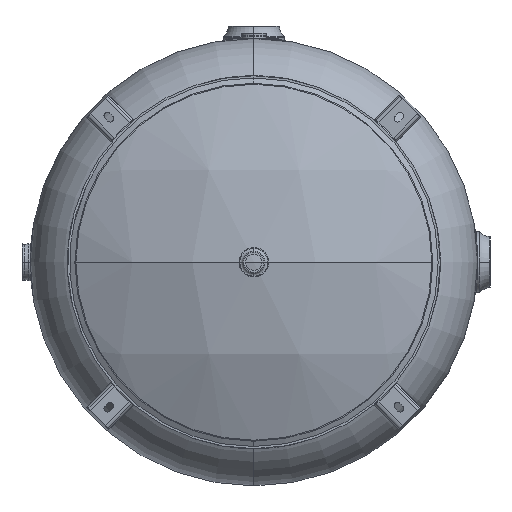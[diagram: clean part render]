
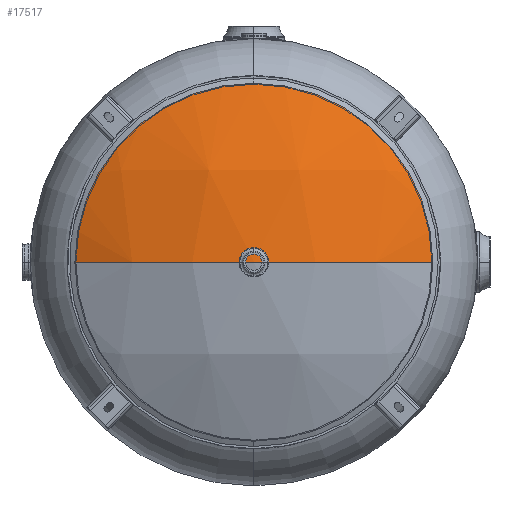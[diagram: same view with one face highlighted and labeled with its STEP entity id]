
A CAD part, left-side view. The second image highlights one B-rep face of the part: STEP entity #17517.
In plain terms, the highlighted spherical face has radius 822.96 mm.
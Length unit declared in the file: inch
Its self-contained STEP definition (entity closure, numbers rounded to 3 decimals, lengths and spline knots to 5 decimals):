
#623 = ORIENTED_EDGE ( 'NONE', *, *, #20833, .F. ) ;
#1306 = EDGE_CURVE ( 'NONE', #1341, #14549, #14086, .T. ) ;
#1341 = VERTEX_POINT ( 'NONE', #1650 ) ;
#1544 = DIRECTION ( 'NONE',  ( 0., 0., -1. ) ) ;
#1650 = CARTESIAN_POINT ( 'NONE',  ( 14.4, 8.45638, 0. ) ) ;
#2723 = DIRECTION ( 'NONE',  ( 0., -1., 0. ) ) ;
#3032 = CARTESIAN_POINT ( 'NONE',  ( 0., 8.45638, 0. ) ) ;
#4177 = DIRECTION ( 'NONE',  ( 1., 0., 0. ) ) ;
#4561 = DIRECTION ( 'NONE',  ( 0., 0., -1. ) ) ;
#5314 = ORIENTED_EDGE ( 'NONE', *, *, #15742, .T. ) ;
#5888 = CARTESIAN_POINT ( 'NONE',  ( 0., 8.45638, 0. ) ) ;
#6156 = VERTEX_POINT ( 'NONE', #11176 ) ;
#7282 = FACE_OUTER_BOUND ( 'NONE', #16354, .T. ) ;
#8856 = VERTEX_POINT ( 'NONE', #12526 ) ;
#8969 = DIRECTION ( 'NONE',  ( 1., 0., 0. ) ) ;
#9464 = DIRECTION ( 'NONE',  ( 0., -1., 0. ) ) ;
#10566 = CIRCLE ( 'NONE', #17994, 32.4 ) ;
#11176 = CARTESIAN_POINT ( 'NONE',  ( -14.4, 8.45638, 0. ) ) ;
#11569 = ORIENTED_EDGE ( 'NONE', *, *, #1306, .F. ) ;
#12188 = CARTESIAN_POINT ( 'NONE',  ( 0., 8.45638, 14.4 ) ) ;
#12519 = EDGE_CURVE ( 'NONE', #8856, #1341, #15680, .T. ) ;
#12526 = CARTESIAN_POINT ( 'NONE',  ( 0., 11.83225, 0. ) ) ;
#14086 = CIRCLE ( 'NONE', #18490, 14.4 ) ;
#14549 = VERTEX_POINT ( 'NONE', #12188 ) ;
#14920 = ORIENTED_EDGE ( 'NONE', *, *, #12519, .F. ) ;
#15223 = DIRECTION ( 'NONE',  ( 0., 0., 1. ) ) ;
#15680 = CIRCLE ( 'NONE', #20416, 32.4 ) ;
#15742 = EDGE_CURVE ( 'NONE', #8856, #6156, #10566, .T. ) ;
#16354 = EDGE_LOOP ( 'NONE', ( #14920, #5314, #623, #11569 ) ) ;
#16906 = CARTESIAN_POINT ( 'NONE',  ( 0., -20.56775, 0. ) ) ;
#17517 = ADVANCED_FACE ( 'NONE', ( #7282 ), #18383, .T. ) ;
#17994 = AXIS2_PLACEMENT_3D ( 'NONE', #18324, #18637, #4177 ) ;
#18127 = AXIS2_PLACEMENT_3D ( 'NONE', #3032, #9464, #1544 ) ;
#18324 = CARTESIAN_POINT ( 'NONE',  ( 0., -20.56775, 0. ) ) ;
#18383 = SPHERICAL_SURFACE ( 'NONE', #19805, 32.4 ) ;
#18490 = AXIS2_PLACEMENT_3D ( 'NONE', #5888, #2723, #18975 ) ;
#18637 = DIRECTION ( 'NONE',  ( 0., 0., 1. ) ) ;
#18975 = DIRECTION ( 'NONE',  ( 0., 0., -1. ) ) ;
#19805 = AXIS2_PLACEMENT_3D ( 'NONE', #16906, #15223, #8969 ) ;
#19820 = CIRCLE ( 'NONE', #18127, 14.4 ) ;
#20416 = AXIS2_PLACEMENT_3D ( 'NONE', #20808, #4561, #20706 ) ;
#20706 = DIRECTION ( 'NONE',  ( -1., 0., 0. ) ) ;
#20808 = CARTESIAN_POINT ( 'NONE',  ( 0., -20.56775, 0. ) ) ;
#20833 = EDGE_CURVE ( 'NONE', #14549, #6156, #19820, .T. ) ;
